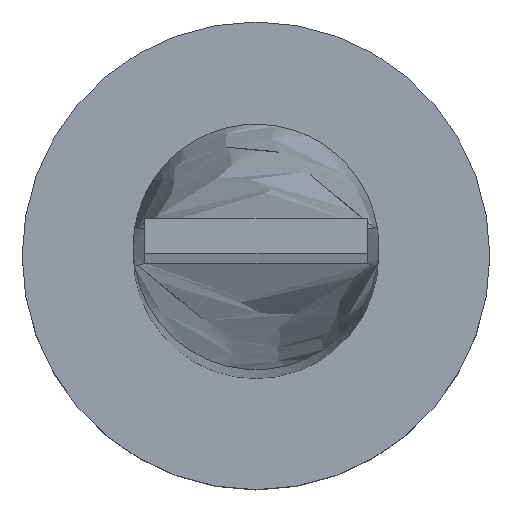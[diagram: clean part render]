
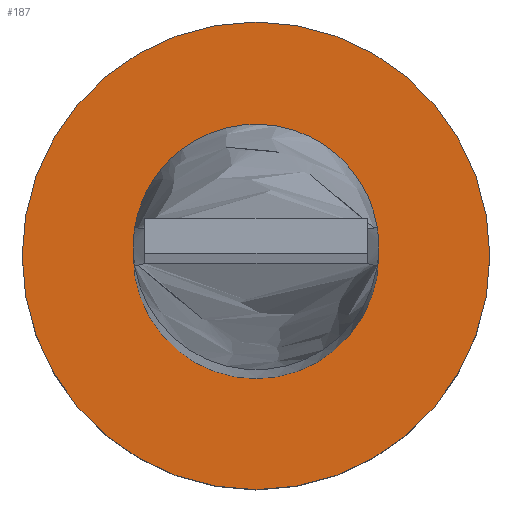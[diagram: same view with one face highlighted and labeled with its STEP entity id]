
A CAD part, top view. The second image highlights one B-rep face of the part: STEP entity #187.
In plain terms, the highlighted planar face has unit normal (0, 0, 1).
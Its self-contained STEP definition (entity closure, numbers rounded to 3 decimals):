
#13 = ORIENTED_EDGE ( 'NONE', *, *, #504, .F. ) ;
#29 = CIRCLE ( 'NONE', #355, 2.1 ) ;
#31 = ORIENTED_EDGE ( 'NONE', *, *, #357, .T. ) ;
#42 = CARTESIAN_POINT ( 'NONE',  ( -2.1, 0., 3. ) ) ;
#57 = DIRECTION ( 'NONE',  ( 1., 0., 0. ) ) ;
#60 = CARTESIAN_POINT ( 'NONE',  ( 2.1, 0., 3. ) ) ;
#92 = VERTEX_POINT ( 'NONE', #484 ) ;
#100 = DIRECTION ( 'NONE',  ( 0., 0., 1. ) ) ;
#129 = DIRECTION ( 'NONE',  ( 0., 0., 1. ) ) ;
#130 = AXIS2_PLACEMENT_3D ( 'NONE', #465, #150, #57 ) ;
#138 = CIRCLE ( 'NONE', #577, 2.1 ) ;
#150 = DIRECTION ( 'NONE',  ( 0., 0., 1. ) ) ;
#187 = ADVANCED_FACE ( 'NONE', ( #403, #220 ), #356, .T. ) ;
#220 = FACE_OUTER_BOUND ( 'NONE', #271, .T. ) ;
#266 = DIRECTION ( 'NONE',  ( 1., 0., 0. ) ) ;
#271 = EDGE_LOOP ( 'NONE', ( #31, #309 ) ) ;
#288 = VERTEX_POINT ( 'NONE', #42 ) ;
#291 = CARTESIAN_POINT ( 'NONE',  ( 4., 0., 3. ) ) ;
#309 = ORIENTED_EDGE ( 'NONE', *, *, #417, .T. ) ;
#313 = ORIENTED_EDGE ( 'NONE', *, *, #488, .F. ) ;
#316 = VERTEX_POINT ( 'NONE', #291 ) ;
#322 = CARTESIAN_POINT ( 'NONE',  ( 0., 0., 3. ) ) ;
#328 = VERTEX_POINT ( 'NONE', #60 ) ;
#330 = DIRECTION ( 'NONE',  ( 1., 0., 0. ) ) ;
#334 = CARTESIAN_POINT ( 'NONE',  ( 0., 0., 3. ) ) ;
#344 = DIRECTION ( 'NONE',  ( 1., 0., 0. ) ) ;
#347 = CIRCLE ( 'NONE', #489, 4. ) ;
#355 = AXIS2_PLACEMENT_3D ( 'NONE', #322, #100, #330 ) ;
#356 = PLANE ( 'NONE',  #365 ) ;
#357 = EDGE_CURVE ( 'NONE', #92, #316, #548, .T. ) ;
#365 = AXIS2_PLACEMENT_3D ( 'NONE', #448, #460, #507 ) ;
#377 = DIRECTION ( 'NONE',  ( 0., 0., 1. ) ) ;
#403 = FACE_BOUND ( 'NONE', #490, .T. ) ;
#417 = EDGE_CURVE ( 'NONE', #316, #92, #347, .T. ) ;
#448 = CARTESIAN_POINT ( 'NONE',  ( 0., 0., 3. ) ) ;
#460 = DIRECTION ( 'NONE',  ( 0., 0., 1. ) ) ;
#465 = CARTESIAN_POINT ( 'NONE',  ( 0., 0., 3. ) ) ;
#484 = CARTESIAN_POINT ( 'NONE',  ( -4., 0., 3. ) ) ;
#488 = EDGE_CURVE ( 'NONE', #288, #328, #29, .T. ) ;
#489 = AXIS2_PLACEMENT_3D ( 'NONE', #581, #129, #344 ) ;
#490 = EDGE_LOOP ( 'NONE', ( #313, #13 ) ) ;
#504 = EDGE_CURVE ( 'NONE', #328, #288, #138, .T. ) ;
#507 = DIRECTION ( 'NONE',  ( 1., 0., 0. ) ) ;
#548 = CIRCLE ( 'NONE', #130, 4. ) ;
#577 = AXIS2_PLACEMENT_3D ( 'NONE', #334, #377, #266 ) ;
#581 = CARTESIAN_POINT ( 'NONE',  ( 0., 0., 3. ) ) ;
